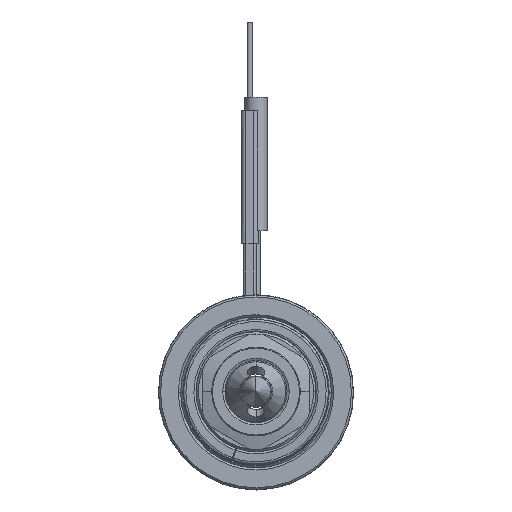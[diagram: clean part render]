
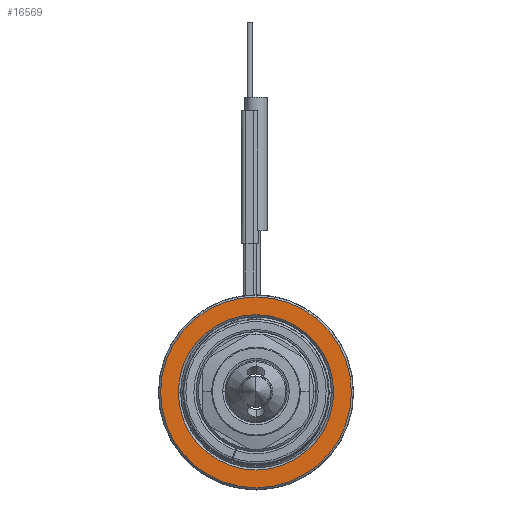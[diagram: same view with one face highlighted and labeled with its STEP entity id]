
A CAD part, top view. The second image highlights one B-rep face of the part: STEP entity #16569.
In plain terms, the highlighted planar face has unit normal (0, 0, 1).
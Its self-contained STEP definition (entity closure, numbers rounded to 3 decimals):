
#6356=CARTESIAN_POINT('',(0.,0.,40.));
#6357=DIRECTION('',(0.,0.,-1.));
#6358=DIRECTION('',(-1.,0.,0.));
#6359=AXIS2_PLACEMENT_3D('',#6356,#6357,#6358);
#6370=CARTESIAN_POINT('',(0.,0.,
40.));
#6371=DIRECTION('',(0.,0.,-1.));
#6372=DIRECTION('',(1.,0.,0.));
#6373=AXIS2_PLACEMENT_3D('',#6370,#6371,#6372);
#6384=CARTESIAN_POINT('',(0.,0.,
40.));
#6385=DIRECTION('',(0.,0.,-1.));
#6386=DIRECTION('',(1.,0.,0.));
#6387=AXIS2_PLACEMENT_3D('',#6384,#6385,#6386);
#6398=CARTESIAN_POINT('',(0.,0.,
40.));
#6399=DIRECTION('',(0.,0.,-1.));
#6400=DIRECTION('',(-1.,0.,0.));
#6401=AXIS2_PLACEMENT_3D('',#6398,#6399,#6400);
#6588=CARTESIAN_POINT('',(21.5,0.,40.));
#6589=CARTESIAN_POINT('',(-21.5,0.,40.));
#6590=VERTEX_POINT('',#6588);
#6591=VERTEX_POINT('',#6589);
#6592=CARTESIAN_POINT('',(17.5,0.,40.));
#6593=CARTESIAN_POINT('',(-17.5,0.,40.));
#6594=VERTEX_POINT('',#6592);
#6595=VERTEX_POINT('',#6593);
#16554=CARTESIAN_POINT('',(0.,0.,40.));
#16555=DIRECTION('',(0.,0.,1.));
#16556=DIRECTION('',(-1.,0.,0.));
#16557=AXIS2_PLACEMENT_3D('',#16554,#16555,#16556);
#16558=PLANE('',#16557);
#16559=ORIENTED_EDGE('',*,*,#16536,.T.);
#16560=ORIENTED_EDGE('',*,*,#16521,.T.);
#16561=EDGE_LOOP('',(#16559,#16560));
#16562=FACE_OUTER_BOUND('',#16561,.F.);
#16564=ORIENTED_EDGE('',*,*,#16563,.F.);
#16566=ORIENTED_EDGE('',*,*,#16565,.F.);
#16567=EDGE_LOOP('',(#16564,#16566));
#16568=FACE_BOUND('',#16567,.F.);
#6360=CIRCLE('',#6359,21.5);
#6374=CIRCLE('',#6373,21.5);
#6388=CIRCLE('',#6387,17.5);
#6402=CIRCLE('',#6401,17.5);
#16521=EDGE_CURVE('',#6591,#6590,#6360,.T.);
#16536=EDGE_CURVE('',#6590,#6591,#6374,.T.);
#16563=EDGE_CURVE('',#6594,#6595,#6388,.T.);
#16565=EDGE_CURVE('',#6595,#6594,#6402,.T.);
#16569=ADVANCED_FACE('',(#16562,#16568),#16558,.T.);
